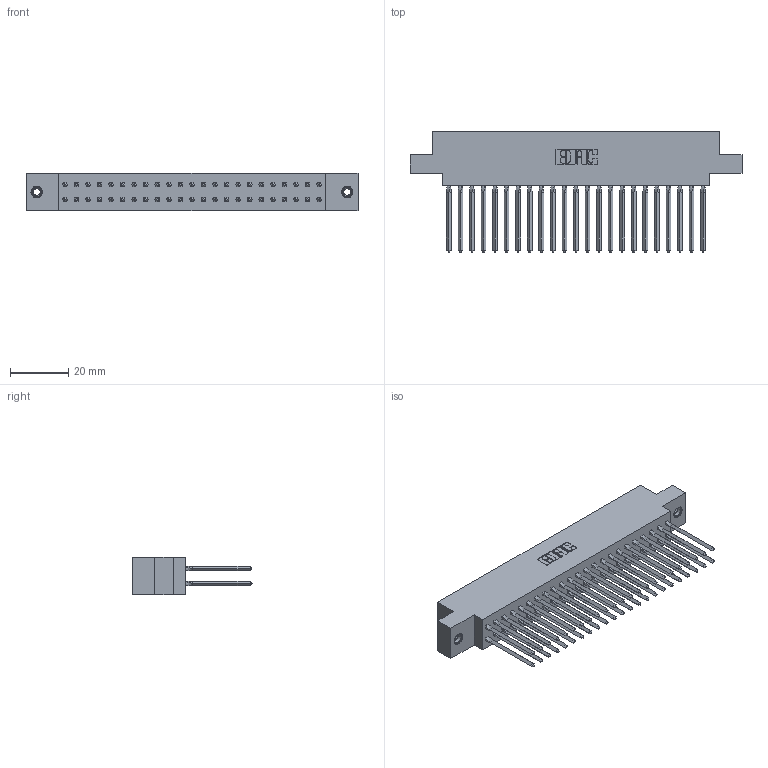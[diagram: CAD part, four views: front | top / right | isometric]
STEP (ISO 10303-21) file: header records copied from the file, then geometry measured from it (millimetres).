
FILE_DESCRIPTION (( 'STEP AP203' ), '1' );
FILE_NAME ('317-046-543-878.STEP', '2020-02-28T02:38:29', ( '' ), ( '' ), 'SwSTEP 2.0', 'SolidWorks 2016', '' );
FILE_SCHEMA (( 'CONFIG_CONTROL_DESIGN' ));
Length unit declared in the file: inch
Products named in the file (4): 317-290-001_543; 317 Part_.156 Dia - TI; 317-046-543-878; 345-250-001_345-250-003-102
Assembly tree (49 placements, depth 2):
  317-046-543-878
    317 Part_.156 Dia - TI
    317-290-001_543  x46
    345-250-001_345-250-003-102  x2
Bounding box: 113.84 x 41.15 x 12.7 mm (x, y, z)
Volume: 18686.4 mm3; surface area: 27624.2 mm2
Topology: 49 solids, 49 shells, 4256 faces, 11773 edges, 7580 vertices
Faces by surface type: plane 3448, cylinder 608, bspline 184, cone 12, torus 4
Entity records: 37083 total; most frequent: CARTESIAN_POINT 6854, ORIENTED_EDGE 6346, DIRECTION 5337, EDGE_CURVE 3173, VECTOR 2897, LINE 2897, VERTEX_POINT 2105, AXIS2_PLACEMENT_3D 1220
